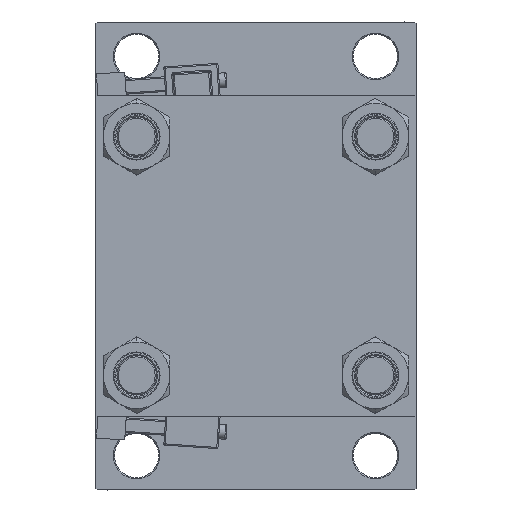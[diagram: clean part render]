
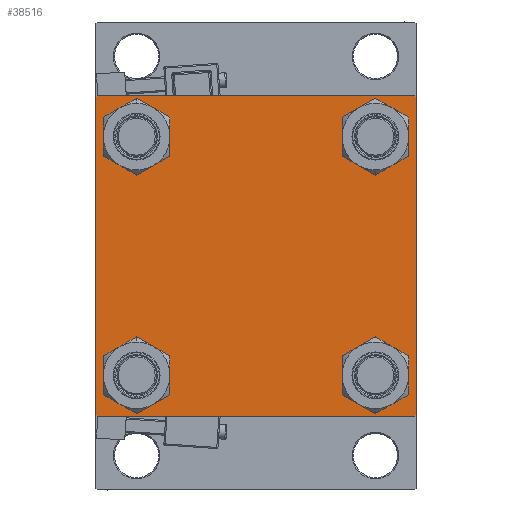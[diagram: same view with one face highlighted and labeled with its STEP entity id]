
A CAD part, left-side view. The second image highlights one B-rep face of the part: STEP entity #38516.
In plain terms, the highlighted planar face has unit normal (-1, 0, 0).
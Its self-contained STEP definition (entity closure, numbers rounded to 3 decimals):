
#1748 = EDGE_CURVE ( 'NONE', #24382, #44965, #30888, .T. ) ;
#1894 = AXIS2_PLACEMENT_3D ( 'NONE', #32900, #44150, #5759 ) ;
#2093 = EDGE_CURVE ( 'NONE', #13352, #44965, #29325, .T. ) ;
#2391 = CARTESIAN_POINT ( 'NONE',  ( 0., -48.45, 39.95 ) ) ;
#2636 = DIRECTION ( 'NONE',  ( 0., 0., 1. ) ) ;
#3006 = ORIENTED_EDGE ( 'NONE', *, *, #21026, .T. ) ;
#3709 = LINE ( 'NONE', #25988, #25357 ) ;
#3813 = VERTEX_POINT ( 'NONE', #46482 ) ;
#4023 = LINE ( 'NONE', #27569, #31330 ) ;
#4401 = CARTESIAN_POINT ( 'NONE',  ( 0., 48.45, 39.95 ) ) ;
#4750 = VERTEX_POINT ( 'NONE', #50063 ) ;
#5471 = DIRECTION ( 'NONE',  ( -1., 0., 0. ) ) ;
#5545 = CARTESIAN_POINT ( 'NONE',  ( 0., 65., -64.5 ) ) ;
#5759 = DIRECTION ( 'NONE',  ( 0., 0., 1. ) ) ;
#6142 = CARTESIAN_POINT ( 'NONE',  ( 0., -48.45, -56.95 ) ) ;
#7908 = EDGE_CURVE ( 'NONE', #13352, #4750, #35752, .T. ) ;
#8783 = VERTEX_POINT ( 'NONE', #14099 ) ;
#9225 = ORIENTED_EDGE ( 'NONE', *, *, #1748, .F. ) ;
#9273 = ORIENTED_EDGE ( 'NONE', *, *, #44050, .T. ) ;
#9301 = PLANE ( 'NONE',  #47882 ) ;
#9383 = DIRECTION ( 'NONE',  ( 0., 0.707, -0.707 ) ) ;
#9429 = CARTESIAN_POINT ( 'NONE',  ( 0., 64.75, -64.75 ) ) ;
#9467 = CARTESIAN_POINT ( 'NONE',  ( 0., 48.45, -48.45 ) ) ;
#9705 = ORIENTED_EDGE ( 'NONE', *, *, #38104, .T. ) ;
#9769 = ORIENTED_EDGE ( 'NONE', *, *, #34570, .T. ) ;
#9859 = DIRECTION ( 'NONE',  ( 0., 0.707, 0.707 ) ) ;
#10109 = VERTEX_POINT ( 'NONE', #2391 ) ;
#10844 = VECTOR ( 'NONE', #9859, 1000. ) ;
#12510 = CIRCLE ( 'NONE', #19083, 8.5 ) ;
#12907 = CARTESIAN_POINT ( 'NONE',  ( 0., 48.45, -39.95 ) ) ;
#13352 = VERTEX_POINT ( 'NONE', #41854 ) ;
#13505 = CARTESIAN_POINT ( 'NONE',  ( 0., -48.45, 56.95 ) ) ;
#13747 = VERTEX_POINT ( 'NONE', #12907 ) ;
#13775 = AXIS2_PLACEMENT_3D ( 'NONE', #9467, #35588, #20462 ) ;
#14099 = CARTESIAN_POINT ( 'NONE',  ( 0., 64.5, -65. ) ) ;
#14708 = DIRECTION ( 'NONE',  ( 0., -1., 0. ) ) ;
#15037 = DIRECTION ( 'NONE',  ( 0., 0., -1. ) ) ;
#16128 = ORIENTED_EDGE ( 'NONE', *, *, #24665, .T. ) ;
#16344 = CARTESIAN_POINT ( 'NONE',  ( 0., 65., 64.5 ) ) ;
#16570 = ORIENTED_EDGE ( 'NONE', *, *, #20288, .T. ) ;
#16725 = FACE_BOUND ( 'NONE', #30876, .T. ) ;
#16797 = CARTESIAN_POINT ( 'NONE',  ( 0., -65., 65. ) ) ;
#16875 = EDGE_CURVE ( 'NONE', #3813, #13747, #30152, .T. ) ;
#16957 = VERTEX_POINT ( 'NONE', #6142 ) ;
#18537 = VERTEX_POINT ( 'NONE', #4401 ) ;
#18841 = DIRECTION ( 'NONE',  ( 0., -0.707, 0.707 ) ) ;
#18855 = CARTESIAN_POINT ( 'NONE',  ( 0., 65., 65. ) ) ;
#19083 = AXIS2_PLACEMENT_3D ( 'NONE', #23931, #38545, #30625 ) ;
#19646 = EDGE_CURVE ( 'NONE', #18537, #43953, #20409, .T. ) ;
#19816 = CARTESIAN_POINT ( 'NONE',  ( 0., -48.45, 48.45 ) ) ;
#20185 = ORIENTED_EDGE ( 'NONE', *, *, #19646, .T. ) ;
#20288 = EDGE_CURVE ( 'NONE', #8783, #38488, #3709, .T. ) ;
#20409 = CIRCLE ( 'NONE', #49046, 8.5 ) ;
#20462 = DIRECTION ( 'NONE',  ( 0., 0., 1. ) ) ;
#20626 = AXIS2_PLACEMENT_3D ( 'NONE', #19816, #31858, #27508 ) ;
#21026 = EDGE_CURVE ( 'NONE', #24382, #46832, #21909, .T. ) ;
#21049 = VERTEX_POINT ( 'NONE', #5545 ) ;
#21662 = VECTOR ( 'NONE', #18841, 1000. ) ;
#21909 = LINE ( 'NONE', #36765, #26086 ) ;
#22224 = DIRECTION ( 'NONE',  ( 0., 0., 1. ) ) ;
#22921 = CIRCLE ( 'NONE', #28678, 8.5 ) ;
#23074 = CIRCLE ( 'NONE', #20626, 8.5 ) ;
#23592 = CARTESIAN_POINT ( 'NONE',  ( 0., -64.5, 65. ) ) ;
#23931 = CARTESIAN_POINT ( 'NONE',  ( 0., 48.45, -48.45 ) ) ;
#24023 = DIRECTION ( 'NONE',  ( 1., 0., 0. ) ) ;
#24382 = VERTEX_POINT ( 'NONE', #36389 ) ;
#24665 = EDGE_CURVE ( 'NONE', #43953, #18537, #22921, .T. ) ;
#24901 = ORIENTED_EDGE ( 'NONE', *, *, #16875, .T. ) ;
#24912 = CARTESIAN_POINT ( 'NONE',  ( 0., -64.5, -65. ) ) ;
#24939 = VECTOR ( 'NONE', #49347, 1000. ) ;
#25047 = CARTESIAN_POINT ( 'NONE',  ( 0., -48.45, -48.45 ) ) ;
#25080 = ORIENTED_EDGE ( 'NONE', *, *, #7908, .F. ) ;
#25124 = ORIENTED_EDGE ( 'NONE', *, *, #33597, .T. ) ;
#25208 = EDGE_LOOP ( 'NONE', ( #9769, #24901 ) ) ;
#25274 = ORIENTED_EDGE ( 'NONE', *, *, #45349, .T. ) ;
#25357 = VECTOR ( 'NONE', #14708, 1000. ) ;
#25528 = AXIS2_PLACEMENT_3D ( 'NONE', #34619, #27687, #38959 ) ;
#25988 = CARTESIAN_POINT ( 'NONE',  ( 0., 65., -65. ) ) ;
#26086 = VECTOR ( 'NONE', #9383, 1000. ) ;
#27298 = DIRECTION ( 'NONE',  ( 0., -1., 0. ) ) ;
#27508 = DIRECTION ( 'NONE',  ( 0., 0., 1. ) ) ;
#27569 = CARTESIAN_POINT ( 'NONE',  ( 0., 65., 65. ) ) ;
#27687 = DIRECTION ( 'NONE',  ( 1., 0., 0. ) ) ;
#27864 = CARTESIAN_POINT ( 'NONE',  ( 0., 48.45, 48.45 ) ) ;
#28081 = CIRCLE ( 'NONE', #41164, 8.5 ) ;
#28257 = FACE_BOUND ( 'NONE', #48019, .T. ) ;
#28678 = AXIS2_PLACEMENT_3D ( 'NONE', #27864, #24023, #47596 ) ;
#28756 = FACE_BOUND ( 'NONE', #32705, .T. ) ;
#28895 = DIRECTION ( 'NONE',  ( 0., 0., 1. ) ) ;
#29185 = EDGE_CURVE ( 'NONE', #41438, #10109, #23074, .T. ) ;
#29325 = LINE ( 'NONE', #44938, #10844 ) ;
#30152 = CIRCLE ( 'NONE', #13775, 8.5 ) ;
#30625 = DIRECTION ( 'NONE',  ( 0., 0., 1. ) ) ;
#30854 = CARTESIAN_POINT ( 'NONE',  ( 0., -48.45, -39.95 ) ) ;
#30876 = EDGE_LOOP ( 'NONE', ( #16128, #20185 ) ) ;
#30888 = LINE ( 'NONE', #18855, #47681 ) ;
#31330 = VECTOR ( 'NONE', #15037, 1000. ) ;
#31858 = DIRECTION ( 'NONE',  ( 1., 0., 0. ) ) ;
#32705 = EDGE_LOOP ( 'NONE', ( #25124, #35593 ) ) ;
#32900 = CARTESIAN_POINT ( 'NONE',  ( 0., -48.45, -48.45 ) ) ;
#33505 = CARTESIAN_POINT ( 'NONE',  ( 0., 48.45, 48.45 ) ) ;
#33597 = EDGE_CURVE ( 'NONE', #50313, #16957, #39513, .T. ) ;
#34570 = EDGE_CURVE ( 'NONE', #13747, #3813, #12510, .T. ) ;
#34619 = CARTESIAN_POINT ( 'NONE',  ( 0., -48.45, 48.45 ) ) ;
#35493 = DIRECTION ( 'NONE',  ( 0., 0., -1. ) ) ;
#35588 = DIRECTION ( 'NONE',  ( 1., 0., 0. ) ) ;
#35593 = ORIENTED_EDGE ( 'NONE', *, *, #46935, .T. ) ;
#35752 = LINE ( 'NONE', #16797, #36299 ) ;
#36299 = VECTOR ( 'NONE', #35493, 1000. ) ;
#36389 = CARTESIAN_POINT ( 'NONE',  ( 0., 64.5, 65. ) ) ;
#36765 = CARTESIAN_POINT ( 'NONE',  ( 0., 64.75, 64.75 ) ) ;
#36922 = EDGE_CURVE ( 'NONE', #38488, #4750, #49828, .T. ) ;
#37067 = LINE ( 'NONE', #9429, #24939 ) ;
#38063 = CARTESIAN_POINT ( 'NONE',  ( 0., -64.75, -64.75 ) ) ;
#38104 = EDGE_CURVE ( 'NONE', #21049, #8783, #37067, .T. ) ;
#38488 = VERTEX_POINT ( 'NONE', #24912 ) ;
#38516 = ADVANCED_FACE ( 'NONE', ( #28257, #28756, #40012, #16725, #44361 ), #9301, .T. ) ;
#38545 = DIRECTION ( 'NONE',  ( 1., 0., 0. ) ) ;
#38959 = DIRECTION ( 'NONE',  ( 0., 0., 1. ) ) ;
#39166 = ORIENTED_EDGE ( 'NONE', *, *, #36922, .T. ) ;
#39513 = CIRCLE ( 'NONE', #1894, 8.5 ) ;
#40012 = FACE_BOUND ( 'NONE', #25208, .T. ) ;
#40498 = ORIENTED_EDGE ( 'NONE', *, *, #29185, .T. ) ;
#40525 = CARTESIAN_POINT ( 'NONE',  ( 0., 0., 0. ) ) ;
#41164 = AXIS2_PLACEMENT_3D ( 'NONE', #25047, #49359, #28895 ) ;
#41438 = VERTEX_POINT ( 'NONE', #13505 ) ;
#41854 = CARTESIAN_POINT ( 'NONE',  ( 0., -65., 64.5 ) ) ;
#41875 = CIRCLE ( 'NONE', #25528, 8.5 ) ;
#42630 = EDGE_LOOP ( 'NONE', ( #25274, #9705, #16570, #39166, #25080, #46107, #9225, #3006 ) ) ;
#43953 = VERTEX_POINT ( 'NONE', #48739 ) ;
#44050 = EDGE_CURVE ( 'NONE', #10109, #41438, #41875, .T. ) ;
#44150 = DIRECTION ( 'NONE',  ( 1., 0., 0. ) ) ;
#44361 = FACE_OUTER_BOUND ( 'NONE', #42630, .T. ) ;
#44938 = CARTESIAN_POINT ( 'NONE',  ( 0., -64.75, 64.75 ) ) ;
#44965 = VERTEX_POINT ( 'NONE', #23592 ) ;
#45349 = EDGE_CURVE ( 'NONE', #46832, #21049, #4023, .T. ) ;
#46107 = ORIENTED_EDGE ( 'NONE', *, *, #2093, .T. ) ;
#46482 = CARTESIAN_POINT ( 'NONE',  ( 0., 48.45, -56.95 ) ) ;
#46832 = VERTEX_POINT ( 'NONE', #16344 ) ;
#46935 = EDGE_CURVE ( 'NONE', #16957, #50313, #28081, .T. ) ;
#47596 = DIRECTION ( 'NONE',  ( 0., 0., 1. ) ) ;
#47681 = VECTOR ( 'NONE', #27298, 1000. ) ;
#47882 = AXIS2_PLACEMENT_3D ( 'NONE', #40525, #5471, #2636 ) ;
#48019 = EDGE_LOOP ( 'NONE', ( #40498, #9273 ) ) ;
#48739 = CARTESIAN_POINT ( 'NONE',  ( 0., 48.45, 56.95 ) ) ;
#48878 = DIRECTION ( 'NONE',  ( 1., 0., 0. ) ) ;
#49046 = AXIS2_PLACEMENT_3D ( 'NONE', #33505, #48878, #22224 ) ;
#49347 = DIRECTION ( 'NONE',  ( 0., -0.707, -0.707 ) ) ;
#49359 = DIRECTION ( 'NONE',  ( 1., 0., 0. ) ) ;
#49828 = LINE ( 'NONE', #38063, #21662 ) ;
#50063 = CARTESIAN_POINT ( 'NONE',  ( 0., -65., -64.5 ) ) ;
#50313 = VERTEX_POINT ( 'NONE', #30854 ) ;
